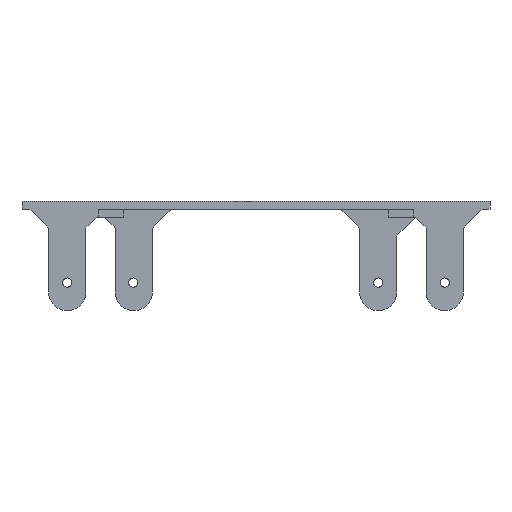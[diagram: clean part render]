
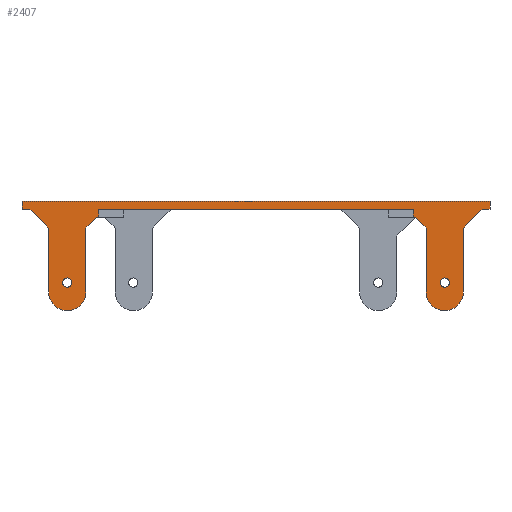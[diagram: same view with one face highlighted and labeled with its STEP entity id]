
A CAD part, front view. The second image highlights one B-rep face of the part: STEP entity #2407.
In plain terms, the highlighted planar face has unit normal (0, -1, 0).
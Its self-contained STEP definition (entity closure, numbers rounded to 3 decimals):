
#181=DIRECTION('',(1.,0.,0.));
#182=VECTOR('',#181,118.);
#183=CARTESIAN_POINT('',(-133.5,-59.8,38.));
#184=LINE('',#183,#182);
#273=DIRECTION('',(1.,0.,0.));
#274=VECTOR('',#273,3.);
#275=CARTESIAN_POINT('',(10.4,-59.8,38.));
#276=LINE('',#275,#274);
#277=DIRECTION('',(1.,0.,0.));
#278=VECTOR('',#277,3.);
#279=CARTESIAN_POINT('',(-162.4,-59.8,38.));
#280=LINE('',#279,#278);
#420=CARTESIAN_POINT('',(-3.6,-59.8,10.5));
#421=DIRECTION('',(0.,-1.,0.));
#422=DIRECTION('',(-1.,0.,0.));
#423=AXIS2_PLACEMENT_3D('',#420,#421,#422);
#425=CARTESIAN_POINT('',(-3.6,-59.8,10.5));
#426=DIRECTION('',(0.,-1.,0.));
#427=DIRECTION('',(1.,0.,0.));
#428=AXIS2_PLACEMENT_3D('',#425,#426,#427);
#430=CARTESIAN_POINT('',(-145.4,-59.8,10.5));
#431=DIRECTION('',(0.,-1.,0.));
#432=DIRECTION('',(-1.,0.,0.));
#433=AXIS2_PLACEMENT_3D('',#430,#431,#432);
#435=CARTESIAN_POINT('',(-145.4,-59.8,10.5));
#436=DIRECTION('',(0.,-1.,0.));
#437=DIRECTION('',(1.,0.,0.));
#438=AXIS2_PLACEMENT_3D('',#435,#436,#437);
#440=DIRECTION('',(0.,0.,-1.));
#441=VECTOR('',#440,3.);
#442=CARTESIAN_POINT('',(-133.5,-59.8,38.));
#443=LINE('',#442,#441);
#444=DIRECTION('',(0.,0.,1.));
#445=VECTOR('',#444,24.);
#446=CARTESIAN_POINT('',(-138.4,-59.8,7.));
#447=LINE('',#446,#445);
#448=CARTESIAN_POINT('',(-145.4,-59.8,7.));
#449=DIRECTION('',(0.,1.,0.));
#450=DIRECTION('',(1.,0.,0.));
#451=AXIS2_PLACEMENT_3D('',#448,#449,#450);
#453=DIRECTION('',(0.,0.,-1.));
#454=VECTOR('',#453,3.);
#455=CARTESIAN_POINT('',(-162.4,-59.8,41.));
#456=LINE('',#455,#454);
#457=DIRECTION('',(1.,0.,0.));
#458=VECTOR('',#457,175.8);
#459=CARTESIAN_POINT('',(-162.4,-59.8,41.));
#460=LINE('',#459,#458);
#461=DIRECTION('',(0.,0.,1.));
#462=VECTOR('',#461,24.);
#463=CARTESIAN_POINT('',(3.4,-59.8,7.));
#464=LINE('',#463,#462);
#465=CARTESIAN_POINT('',(-3.6,-59.8,7.));
#466=DIRECTION('',(0.,1.,0.));
#467=DIRECTION('',(1.,0.,0.));
#468=AXIS2_PLACEMENT_3D('',#465,#466,#467);
#656=DIRECTION('',(-1.,0.,0.));
#657=VECTOR('',#656,0.9);
#658=CARTESIAN_POINT('',(-133.5,-59.8,35.));
#659=LINE('',#658,#657);
#720=DIRECTION('',(-1.,0.,0.));
#721=VECTOR('',#720,0.9);
#722=CARTESIAN_POINT('',(-14.6,-59.8,35.));
#723=LINE('',#722,#721);
#992=DIRECTION('',(0.,0.,-1.));
#993=VECTOR('',#992,3.);
#994=CARTESIAN_POINT('',(-15.5,-59.8,38.));
#995=LINE('',#994,#993);
#1100=DIRECTION('',(0.,0.,-1.));
#1101=VECTOR('',#1100,3.);
#1102=CARTESIAN_POINT('',(13.4,-59.8,41.));
#1103=LINE('',#1102,#1101);
#1172=DIRECTION('',(0.707,0.,0.707));
#1173=VECTOR('',#1172,5.657);
#1174=CARTESIAN_POINT('',(-138.4,-59.8,31.));
#1175=LINE('',#1174,#1173);
#1282=DIRECTION('',(0.,0.,1.));
#1283=VECTOR('',#1282,24.);
#1284=CARTESIAN_POINT('',(-152.4,-59.8,7.));
#1285=LINE('',#1284,#1283);
#1290=DIRECTION('',(0.707,0.,-0.707));
#1291=VECTOR('',#1290,9.899);
#1292=CARTESIAN_POINT('',(-159.4,-59.8,38.));
#1293=LINE('',#1292,#1291);
#1354=DIRECTION('',(0.707,0.,-0.707));
#1355=VECTOR('',#1354,5.657);
#1356=CARTESIAN_POINT('',(-14.6,-59.8,35.));
#1357=LINE('',#1356,#1355);
#1366=DIRECTION('',(0.,0.,1.));
#1367=VECTOR('',#1366,24.);
#1368=CARTESIAN_POINT('',(-10.6,-59.8,7.));
#1369=LINE('',#1368,#1367);
#1421=DIRECTION('',(0.707,0.,0.707));
#1422=VECTOR('',#1421,9.899);
#1423=CARTESIAN_POINT('',(3.4,-59.8,31.));
#1424=LINE('',#1423,#1422);
#1477=CARTESIAN_POINT('',(-162.4,-59.8,41.));
#1478=CARTESIAN_POINT('',(-162.4,-59.8,38.));
#1479=VERTEX_POINT('',#1477);
#1480=VERTEX_POINT('',#1478);
#1481=CARTESIAN_POINT('',(13.4,-59.8,41.));
#1482=CARTESIAN_POINT('',(13.4,-59.8,38.));
#1483=VERTEX_POINT('',#1481);
#1484=VERTEX_POINT('',#1482);
#1557=CARTESIAN_POINT('',(-15.5,-59.8,35.));
#1559=VERTEX_POINT('',#1557);
#1567=CARTESIAN_POINT('',(-133.5,-59.8,35.));
#1568=VERTEX_POINT('',#1567);
#1583=CARTESIAN_POINT('',(-15.5,-59.8,38.));
#1585=VERTEX_POINT('',#1583);
#1599=CARTESIAN_POINT('',(-133.5,-59.8,38.));
#1601=VERTEX_POINT('',#1599);
#1651=CARTESIAN_POINT('',(-5.35,-59.8,10.5));
#1652=CARTESIAN_POINT('',(-1.85,-59.8,10.5));
#1653=VERTEX_POINT('',#1651);
#1654=VERTEX_POINT('',#1652);
#1655=CARTESIAN_POINT('',(-147.15,-59.8,10.5));
#1656=CARTESIAN_POINT('',(-143.65,-59.8,10.5));
#1657=VERTEX_POINT('',#1655);
#1658=VERTEX_POINT('',#1656);
#1695=CARTESIAN_POINT('',(-10.6,-59.8,7.));
#1696=VERTEX_POINT('',#1695);
#1697=CARTESIAN_POINT('',(3.4,-59.8,7.));
#1698=VERTEX_POINT('',#1697);
#1715=CARTESIAN_POINT('',(-138.4,-59.8,7.));
#1716=CARTESIAN_POINT('',(-152.4,-59.8,7.));
#1717=VERTEX_POINT('',#1715);
#1718=VERTEX_POINT('',#1716);
#1752=CARTESIAN_POINT('',(10.4,-59.8,38.));
#1754=VERTEX_POINT('',#1752);
#1756=CARTESIAN_POINT('',(3.4,-59.8,31.));
#1758=VERTEX_POINT('',#1756);
#1759=CARTESIAN_POINT('',(-159.4,-59.8,38.));
#1761=VERTEX_POINT('',#1759);
#1763=CARTESIAN_POINT('',(-152.4,-59.8,31.));
#1765=VERTEX_POINT('',#1763);
#1818=CARTESIAN_POINT('',(-134.4,-59.8,35.));
#1820=VERTEX_POINT('',#1818);
#1822=CARTESIAN_POINT('',(-138.4,-59.8,31.));
#1824=VERTEX_POINT('',#1822);
#1825=CARTESIAN_POINT('',(-14.6,-59.8,35.));
#1827=VERTEX_POINT('',#1825);
#1829=CARTESIAN_POINT('',(-10.6,-59.8,31.));
#1831=VERTEX_POINT('',#1829);
#2352=CARTESIAN_POINT('',(-7.6,-59.8,0.));
#2353=DIRECTION('',(0.,-1.,0.));
#2354=DIRECTION('',(1.,0.,0.));
#2355=AXIS2_PLACEMENT_3D('',#2352,#2353,#2354);
#2356=PLANE('',#2355);
#2358=ORIENTED_EDGE('',*,*,#2357,.T.);
#2360=ORIENTED_EDGE('',*,*,#2359,.F.);
#2362=ORIENTED_EDGE('',*,*,#2361,.T.);
#2364=ORIENTED_EDGE('',*,*,#2363,.F.);
#2365=ORIENTED_EDGE('',*,*,#2113,.F.);
#2367=ORIENTED_EDGE('',*,*,#2366,.T.);
#2369=ORIENTED_EDGE('',*,*,#2368,.T.);
#2371=ORIENTED_EDGE('',*,*,#2370,.F.);
#2373=ORIENTED_EDGE('',*,*,#2372,.F.);
#2375=ORIENTED_EDGE('',*,*,#2374,.T.);
#2377=ORIENTED_EDGE('',*,*,#2376,.T.);
#2379=ORIENTED_EDGE('',*,*,#2378,.F.);
#2380=ORIENTED_EDGE('',*,*,#2231,.F.);
#2382=ORIENTED_EDGE('',*,*,#2381,.F.);
#2384=ORIENTED_EDGE('',*,*,#2383,.T.);
#2386=ORIENTED_EDGE('',*,*,#2385,.T.);
#2387=ORIENTED_EDGE('',*,*,#2194,.F.);
#2389=ORIENTED_EDGE('',*,*,#2388,.F.);
#2391=ORIENTED_EDGE('',*,*,#2390,.F.);
#2393=ORIENTED_EDGE('',*,*,#2392,.T.);
#2394=EDGE_LOOP('',(#2358,#2360,#2362,#2364,#2365,#2367,#2369,#2371,#2373,#2375,
#2377,#2379,#2380,#2382,#2384,#2386,#2387,#2389,#2391,#2393));
#2395=FACE_OUTER_BOUND('',#2394,.F.);
#2396=ORIENTED_EDGE('',*,*,#2326,.T.);
#2398=ORIENTED_EDGE('',*,*,#2397,.T.);
#2399=EDGE_LOOP('',(#2396,#2398));
#2400=FACE_BOUND('',#2399,.F.);
#2402=ORIENTED_EDGE('',*,*,#2401,.T.);
#2404=ORIENTED_EDGE('',*,*,#2403,.T.);
#2405=EDGE_LOOP('',(#2402,#2404));
#2406=FACE_BOUND('',#2405,.F.);
#2407=ADVANCED_FACE('',(#2395,#2400,#2406),#2356,.T.);
#424=CIRCLE('',#423,1.75);
#429=CIRCLE('',#428,1.75);
#434=CIRCLE('',#433,1.75);
#439=CIRCLE('',#438,1.75);
#452=CIRCLE('',#451,7.);
#469=CIRCLE('',#468,7.);
#2113=EDGE_CURVE('',#1601,#1585,#184,.T.);
#2194=EDGE_CURVE('',#1754,#1484,#276,.T.);
#2231=EDGE_CURVE('',#1480,#1761,#280,.T.);
#2326=EDGE_CURVE('',#1657,#1658,#434,.T.);
#2357=EDGE_CURVE('',#1696,#1831,#1369,.T.);
#2359=EDGE_CURVE('',#1827,#1831,#1357,.T.);
#2361=EDGE_CURVE('',#1827,#1559,#723,.T.);
#2363=EDGE_CURVE('',#1585,#1559,#995,.T.);
#2366=EDGE_CURVE('',#1601,#1568,#443,.T.);
#2368=EDGE_CURVE('',#1568,#1820,#659,.T.);
#2370=EDGE_CURVE('',#1824,#1820,#1175,.T.);
#2372=EDGE_CURVE('',#1717,#1824,#447,.T.);
#2374=EDGE_CURVE('',#1717,#1718,#452,.T.);
#2376=EDGE_CURVE('',#1718,#1765,#1285,.T.);
#2378=EDGE_CURVE('',#1761,#1765,#1293,.T.);
#2381=EDGE_CURVE('',#1479,#1480,#456,.T.);
#2383=EDGE_CURVE('',#1479,#1483,#460,.T.);
#2385=EDGE_CURVE('',#1483,#1484,#1103,.T.);
#2388=EDGE_CURVE('',#1758,#1754,#1424,.T.);
#2390=EDGE_CURVE('',#1698,#1758,#464,.T.);
#2392=EDGE_CURVE('',#1698,#1696,#469,.T.);
#2397=EDGE_CURVE('',#1658,#1657,#439,.T.);
#2401=EDGE_CURVE('',#1653,#1654,#424,.T.);
#2403=EDGE_CURVE('',#1654,#1653,#429,.T.);
